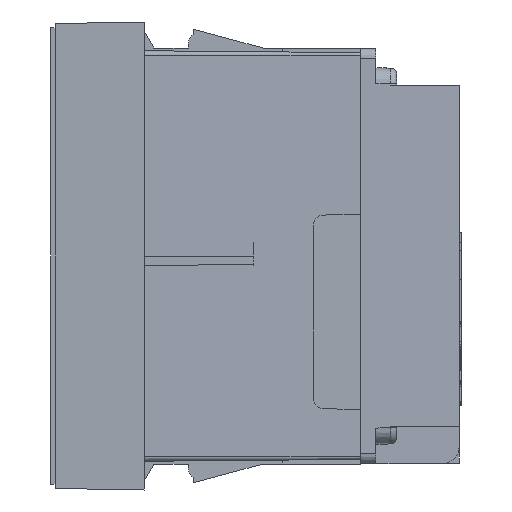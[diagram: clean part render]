
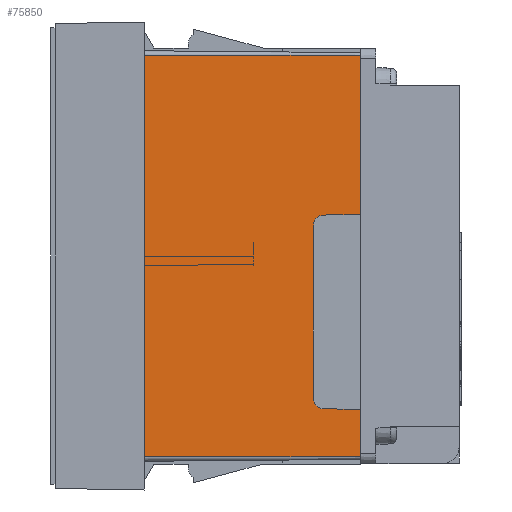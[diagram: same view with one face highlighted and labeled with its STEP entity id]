
A CAD part, left-side view. The second image highlights one B-rep face of the part: STEP entity #75850.
In plain terms, the highlighted face is planar.
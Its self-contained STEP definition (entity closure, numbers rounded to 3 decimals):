
#65786=DIRECTION('',(0.,1.,0.));
#65787=VECTOR('',#65786,38.6);
#65788=CARTESIAN_POINT('',(42.237,-19.3,9.));
#65789=LINE('',#65788,#65787);
#66437=DIRECTION('',(-0.009,0.,1.));
#66438=VECTOR('',#66437,20.751);
#66439=CARTESIAN_POINT('',(42.237,-19.3,9.));
#66440=LINE('',#66439,#66438);
#66441=DIRECTION('',(0.,1.,0.));
#66442=VECTOR('',#66441,38.6);
#66443=CARTESIAN_POINT('',(42.056,-19.3,29.75));
#66444=LINE('',#66443,#66442);
#66445=DIRECTION('',(0.009,0.,-1.));
#66446=VECTOR('',#66445,20.751);
#66447=CARTESIAN_POINT('',(42.056,19.3,29.75));
#66448=LINE('',#66447,#66446);
#67353=CARTESIAN_POINT('',(42.056,-19.3,29.75));
#67354=VERTEX_POINT('',#67353);
#68099=CARTESIAN_POINT('',(42.056,19.3,29.75));
#68100=VERTEX_POINT('',#68099);
#68277=CARTESIAN_POINT('',(42.237,19.3,9.));
#68278=VERTEX_POINT('',#68277);
#68283=CARTESIAN_POINT('',(42.237,-19.3,9.));
#68284=VERTEX_POINT('',#68283);
#75838=CARTESIAN_POINT('',(42.3,0.,1.75));
#75839=DIRECTION('',(1.,0.,0.009));
#75840=DIRECTION('',(0.009,0.,-1.));
#75841=AXIS2_PLACEMENT_3D('',#75838,#75839,#75840);
#75842=PLANE('',#75841);
#75843=ORIENTED_EDGE('',*,*,#74923,.F.);
#75844=ORIENTED_EDGE('',*,*,#75833,.T.);
#75845=ORIENTED_EDGE('',*,*,#68789,.T.);
#75847=ORIENTED_EDGE('',*,*,#75846,.T.);
#75848=EDGE_LOOP('',(#75843,#75844,#75845,#75847));
#75849=FACE_OUTER_BOUND('',#75848,.F.);
#75850=ADVANCED_FACE('',(#75849),#75842,.T.);
#68789=EDGE_CURVE('',#67354,#68100,#66444,.T.);
#74923=EDGE_CURVE('',#68284,#68278,#65789,.T.);
#75833=EDGE_CURVE('',#68284,#67354,#66440,.T.);
#75846=EDGE_CURVE('',#68100,#68278,#66448,.T.);
